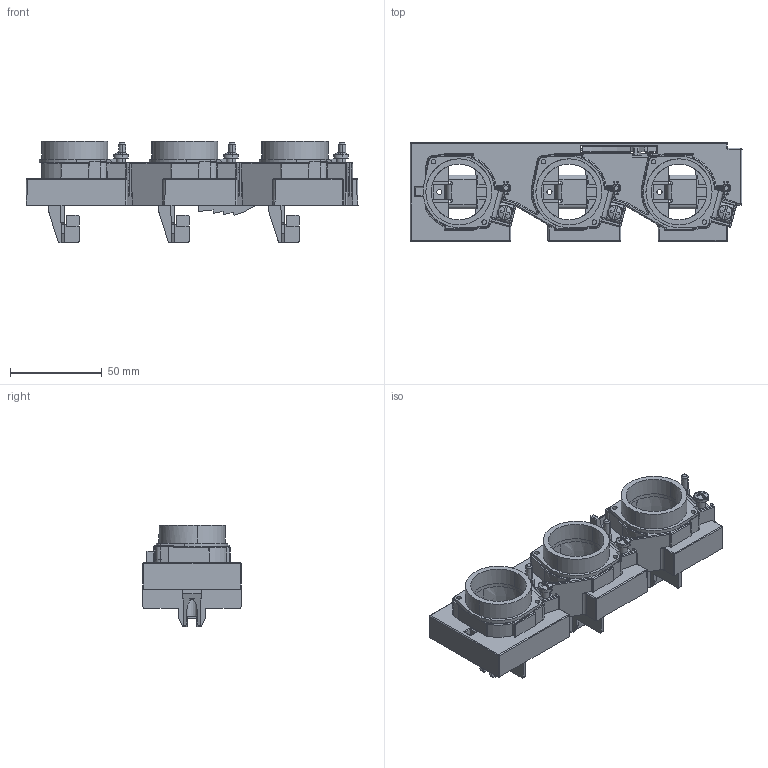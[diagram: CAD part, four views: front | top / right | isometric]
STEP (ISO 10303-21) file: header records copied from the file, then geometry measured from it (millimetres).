
FILE_DESCRIPTION((''),'2;1');
FILE_NAME('001696053_PTV-B_DIII_54-333_5_ASM','2023-11-23T09:17:27',('klemen.sitar'),('Audax d.o.o.'),'CREO PARAMETRIC BY PTC INC, 2021304','CREO PARAMETRIC BY PTC INC, 2021304','');
FILE_SCHEMA(('AP242_MANAGED_MODEL_BASED_3D_ENGINEERING_MIM_LF { 1 0 10303 442 1 1 4 }'));
Length unit declared in the file: millimetre
Products named in the file (7): 85567_GEWINDEBRILLE_RS33_1; 158252_FUSSKONTAKT_1; 158296_FAHRSTUHLKLEMME_1; 68215_LINSENKOPFSCHRAUBE_1; 802982_FAHRSTUHLKLEMME_KPL__ASM_ASM; PRT00099_1; 001696053_PTV-B_DIII_54-333_5_ASM
Assembly tree (12 placements, depth 3):
  001696053_PTV-B_DIII_54-333_5_ASM
    85567_GEWINDEBRILLE_RS33_1  x3
    158252_FUSSKONTAKT_1  x3
    802982_FAHRSTUHLKLEMME_KPL__ASM_ASM  x3
      158296_FAHRSTUHLKLEMME_1
      68215_LINSENKOPFSCHRAUBE_1
    PRT00099_1
Bounding box: 181 x 53.8 x 55.1 mm (x, y, z)
Volume: 133847.9 mm3; surface area: 68056.2 mm2
Topology: 13 solids, 13 shells, 1785 faces, 4764 edges, 2968 vertices
Faces by surface type: plane 1263, cylinder 340, cone 109, bspline 43, sphere 16, torus 14
Entity records: 57668 total; most frequent: CARTESIAN_POINT 11691, ORIENTED_EDGE 6376, DIRECTION 5426, PRESENTATION_STYLE_ASSIGNMENT 4141, STYLED_ITEM 4141, CURVE_STYLE 3195, EDGE_CURVE 3188, VECTOR 2196
